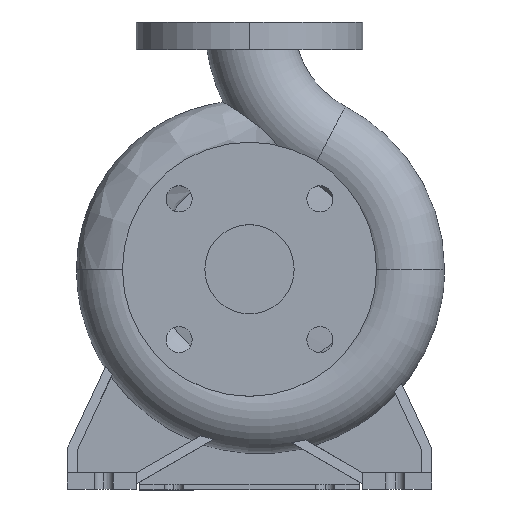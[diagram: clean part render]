
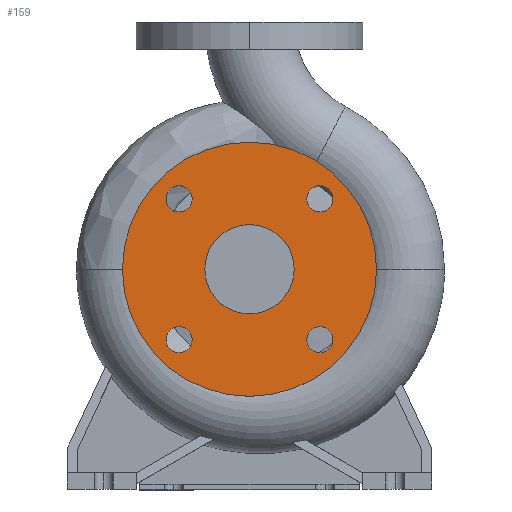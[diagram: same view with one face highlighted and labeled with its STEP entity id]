
A CAD part, top view. The second image highlights one B-rep face of the part: STEP entity #159.
In plain terms, the highlighted planar face has unit normal (0, 0, 1).
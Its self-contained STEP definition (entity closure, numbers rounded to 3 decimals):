
#16 = ORIENTED_EDGE ( 'NONE', *, *, #4434, .T. ) ;
#21 = DIRECTION ( 'NONE',  ( 0., 0., 1. ) ) ;
#31 = EDGE_CURVE ( 'NONE', #2499, #1257, #58, .T. ) ;
#58 = CIRCLE ( 'NONE', #3966, 32.5 ) ;
#86 = CARTESIAN_POINT ( 'NONE',  ( 51.265, -51.265, 100. ) ) ;
#91 = FACE_BOUND ( 'NONE', #4279, .T. ) ;
#159 = ADVANCED_FACE ( 'NONE', ( #5441, #3015, #91, #4991, #4498, #5024 ), #3170, .F. ) ;
#181 = CARTESIAN_POINT ( 'NONE',  ( -51.265, 51.265, 100. ) ) ;
#200 = DIRECTION ( 'NONE',  ( 0., -1., 0. ) ) ;
#257 = EDGE_LOOP ( 'NONE', ( #4502, #835 ) ) ;
#296 = VERTEX_POINT ( 'NONE', #5274 ) ;
#317 = DIRECTION ( 'NONE',  ( 0., 0., 1. ) ) ;
#546 = CARTESIAN_POINT ( 'NONE',  ( 60.765, 51.265, 100. ) ) ;
#651 = DIRECTION ( 'NONE',  ( 0., 0., 1. ) ) ;
#673 = CARTESIAN_POINT ( 'NONE',  ( 0., 0., 100. ) ) ;
#800 = DIRECTION ( 'NONE',  ( 0., -1., 0. ) ) ;
#835 = ORIENTED_EDGE ( 'NONE', *, *, #3122, .F. ) ;
#863 = CARTESIAN_POINT ( 'NONE',  ( -51.265, 41.765, 100. ) ) ;
#883 = AXIS2_PLACEMENT_3D ( 'NONE', #3798, #1917, #2398 ) ;
#894 = EDGE_CURVE ( 'NONE', #1257, #2499, #6157, .T. ) ;
#975 = AXIS2_PLACEMENT_3D ( 'NONE', #4040, #651, #6012 ) ;
#988 = DIRECTION ( 'NONE',  ( 0., 0., 1. ) ) ;
#1010 = CARTESIAN_POINT ( 'NONE',  ( 0., 92.5, 100. ) ) ;
#1041 = VERTEX_POINT ( 'NONE', #863 ) ;
#1055 = ORIENTED_EDGE ( 'NONE', *, *, #3183, .T. ) ;
#1072 = EDGE_CURVE ( 'NONE', #4373, #5405, #4090, .T. ) ;
#1167 = DIRECTION ( 'NONE',  ( 0., -1., 0. ) ) ;
#1257 = VERTEX_POINT ( 'NONE', #3998 ) ;
#1307 = CIRCLE ( 'NONE', #883, 9.5 ) ;
#1341 = CIRCLE ( 'NONE', #4330, 9.5 ) ;
#1375 = DIRECTION ( 'NONE',  ( 0., -1., 0. ) ) ;
#1407 = AXIS2_PLACEMENT_3D ( 'NONE', #86, #21, #3040 ) ;
#1489 = EDGE_CURVE ( 'NONE', #1553, #296, #1307, .T. ) ;
#1501 = AXIS2_PLACEMENT_3D ( 'NONE', #6277, #4717, #6311 ) ;
#1553 = VERTEX_POINT ( 'NONE', #2342 ) ;
#1605 = AXIS2_PLACEMENT_3D ( 'NONE', #1010, #4961, #4468 ) ;
#1653 = DIRECTION ( 'NONE',  ( 0., 0., 1. ) ) ;
#1698 = DIRECTION ( 'NONE',  ( 0., 0., 1. ) ) ;
#1730 = EDGE_CURVE ( 'NONE', #296, #1553, #1923, .T. ) ;
#1826 = CARTESIAN_POINT ( 'NONE',  ( -51.265, 51.265, 100. ) ) ;
#1917 = DIRECTION ( 'NONE',  ( 0., 0., 1. ) ) ;
#1923 = CIRCLE ( 'NONE', #1407, 9.5 ) ;
#2109 = CARTESIAN_POINT ( 'NONE',  ( 0., 92.5, 100. ) ) ;
#2142 = DIRECTION ( 'NONE',  ( 0., 0., 1. ) ) ;
#2162 = AXIS2_PLACEMENT_3D ( 'NONE', #1826, #317, #5768 ) ;
#2163 = CIRCLE ( 'NONE', #5160, 92.5 ) ;
#2165 = CARTESIAN_POINT ( 'NONE',  ( -51.265, -41.765, 100. ) ) ;
#2267 = DIRECTION ( 'NONE',  ( 0., 0., 1. ) ) ;
#2342 = CARTESIAN_POINT ( 'NONE',  ( 51.265, -60.765, 100. ) ) ;
#2398 = DIRECTION ( 'NONE',  ( 0., -1., 0. ) ) ;
#2403 = ORIENTED_EDGE ( 'NONE', *, *, #31, .F. ) ;
#2499 = VERTEX_POINT ( 'NONE', #5341 ) ;
#2569 = AXIS2_PLACEMENT_3D ( 'NONE', #6006, #988, #800 ) ;
#2799 = ORIENTED_EDGE ( 'NONE', *, *, #894, .F. ) ;
#2939 = ORIENTED_EDGE ( 'NONE', *, *, #1730, .F. ) ;
#3015 = FACE_BOUND ( 'NONE', #257, .T. ) ;
#3040 = DIRECTION ( 'NONE',  ( 0., -1., 0. ) ) ;
#3122 = EDGE_CURVE ( 'NONE', #6330, #6319, #5456, .T. ) ;
#3170 = PLANE ( 'NONE',  #1605 ) ;
#3183 = EDGE_CURVE ( 'NONE', #5939, #3935, #2163, .T. ) ;
#3387 = ORIENTED_EDGE ( 'NONE', *, *, #1489, .F. ) ;
#3748 = EDGE_LOOP ( 'NONE', ( #3387, #2939 ) ) ;
#3798 = CARTESIAN_POINT ( 'NONE',  ( 51.265, -51.265, 100. ) ) ;
#3908 = CIRCLE ( 'NONE', #5974, 9.5 ) ;
#3935 = VERTEX_POINT ( 'NONE', #2109 ) ;
#3958 = EDGE_CURVE ( 'NONE', #1041, #4424, #4932, .T. ) ;
#3966 = AXIS2_PLACEMENT_3D ( 'NONE', #5740, #6231, #1375 ) ;
#3998 = CARTESIAN_POINT ( 'NONE',  ( 0., 32.5, 100. ) ) ;
#4040 = CARTESIAN_POINT ( 'NONE',  ( 0., 0., 100. ) ) ;
#4090 = CIRCLE ( 'NONE', #1501, 9.5 ) ;
#4153 = CARTESIAN_POINT ( 'NONE',  ( 0., 0., 100. ) ) ;
#4279 = EDGE_LOOP ( 'NONE', ( #2403, #2799 ) ) ;
#4309 = EDGE_LOOP ( 'NONE', ( #1055, #16 ) ) ;
#4330 = AXIS2_PLACEMENT_3D ( 'NONE', #5687, #1653, #6141 ) ;
#4373 = VERTEX_POINT ( 'NONE', #5161 ) ;
#4406 = EDGE_LOOP ( 'NONE', ( #5164, #5391 ) ) ;
#4424 = VERTEX_POINT ( 'NONE', #4573 ) ;
#4434 = EDGE_CURVE ( 'NONE', #3935, #5939, #5255, .T. ) ;
#4468 = DIRECTION ( 'NONE',  ( 0., 1., 0. ) ) ;
#4498 = FACE_BOUND ( 'NONE', #4406, .T. ) ;
#4502 = ORIENTED_EDGE ( 'NONE', *, *, #5435, .F. ) ;
#4521 = EDGE_CURVE ( 'NONE', #4424, #1041, #6082, .T. ) ;
#4537 = ORIENTED_EDGE ( 'NONE', *, *, #4521, .F. ) ;
#4573 = CARTESIAN_POINT ( 'NONE',  ( -51.265, 60.765, 100. ) ) ;
#4619 = DIRECTION ( 'NONE',  ( 0., 0., 1. ) ) ;
#4716 = DIRECTION ( 'NONE',  ( 0., -1., 0. ) ) ;
#4717 = DIRECTION ( 'NONE',  ( 0., 0., 1. ) ) ;
#4781 = CARTESIAN_POINT ( 'NONE',  ( -51.265, -51.265, 100. ) ) ;
#4846 = CARTESIAN_POINT ( 'NONE',  ( 0., -92.5, 100. ) ) ;
#4932 = CIRCLE ( 'NONE', #5551, 9.5 ) ;
#4961 = DIRECTION ( 'NONE',  ( 0., 0., -1. ) ) ;
#4991 = FACE_OUTER_BOUND ( 'NONE', #4309, .T. ) ;
#5024 = FACE_BOUND ( 'NONE', #5638, .T. ) ;
#5160 = AXIS2_PLACEMENT_3D ( 'NONE', #673, #4619, #200 ) ;
#5161 = CARTESIAN_POINT ( 'NONE',  ( 41.765, 51.265, 100. ) ) ;
#5164 = ORIENTED_EDGE ( 'NONE', *, *, #5705, .F. ) ;
#5255 = CIRCLE ( 'NONE', #6190, 92.5 ) ;
#5274 = CARTESIAN_POINT ( 'NONE',  ( 51.265, -41.765, 100. ) ) ;
#5341 = CARTESIAN_POINT ( 'NONE',  ( 0., -32.5, 100. ) ) ;
#5391 = ORIENTED_EDGE ( 'NONE', *, *, #1072, .F. ) ;
#5405 = VERTEX_POINT ( 'NONE', #546 ) ;
#5435 = EDGE_CURVE ( 'NONE', #6319, #6330, #3908, .T. ) ;
#5441 = FACE_BOUND ( 'NONE', #3748, .T. ) ;
#5456 = CIRCLE ( 'NONE', #2569, 9.5 ) ;
#5551 = AXIS2_PLACEMENT_3D ( 'NONE', #181, #2142, #1167 ) ;
#5632 = DIRECTION ( 'NONE',  ( 0., -1., 0. ) ) ;
#5638 = EDGE_LOOP ( 'NONE', ( #6037, #4537 ) ) ;
#5687 = CARTESIAN_POINT ( 'NONE',  ( 51.265, 51.265, 100. ) ) ;
#5705 = EDGE_CURVE ( 'NONE', #5405, #4373, #1341, .T. ) ;
#5740 = CARTESIAN_POINT ( 'NONE',  ( 0., 0., 100. ) ) ;
#5768 = DIRECTION ( 'NONE',  ( 0., -1., 0. ) ) ;
#5939 = VERTEX_POINT ( 'NONE', #4846 ) ;
#5974 = AXIS2_PLACEMENT_3D ( 'NONE', #4781, #2267, #4716 ) ;
#6006 = CARTESIAN_POINT ( 'NONE',  ( -51.265, -51.265, 100. ) ) ;
#6012 = DIRECTION ( 'NONE',  ( 0., -1., 0. ) ) ;
#6032 = CARTESIAN_POINT ( 'NONE',  ( -51.265, -60.765, 100. ) ) ;
#6037 = ORIENTED_EDGE ( 'NONE', *, *, #3958, .F. ) ;
#6082 = CIRCLE ( 'NONE', #2162, 9.5 ) ;
#6141 = DIRECTION ( 'NONE',  ( 1., 0., 0. ) ) ;
#6157 = CIRCLE ( 'NONE', #975, 32.5 ) ;
#6190 = AXIS2_PLACEMENT_3D ( 'NONE', #4153, #1698, #5632 ) ;
#6231 = DIRECTION ( 'NONE',  ( 0., 0., 1. ) ) ;
#6277 = CARTESIAN_POINT ( 'NONE',  ( 51.265, 51.265, 100. ) ) ;
#6311 = DIRECTION ( 'NONE',  ( 1., 0., 0. ) ) ;
#6319 = VERTEX_POINT ( 'NONE', #6032 ) ;
#6330 = VERTEX_POINT ( 'NONE', #2165 ) ;
